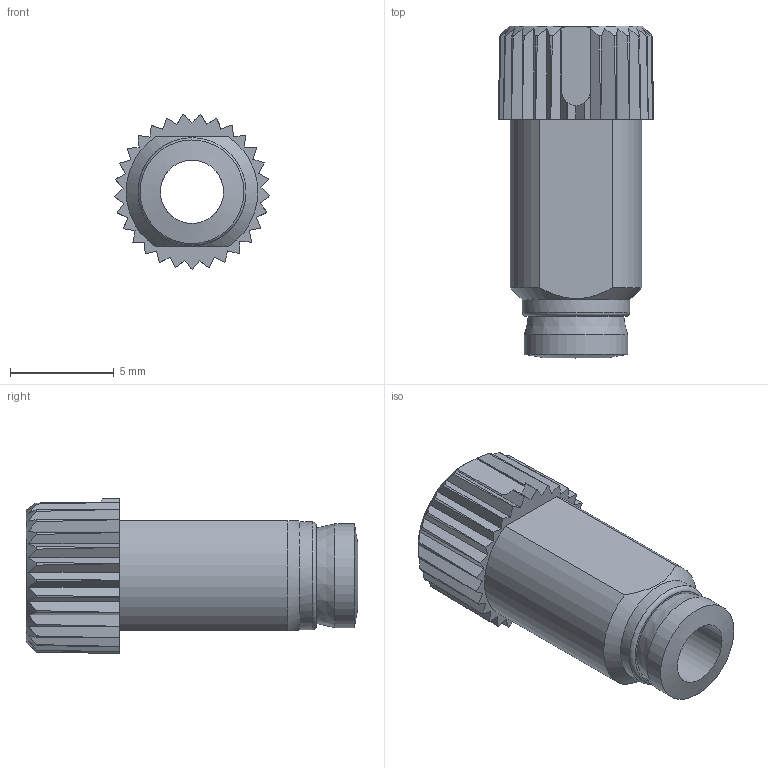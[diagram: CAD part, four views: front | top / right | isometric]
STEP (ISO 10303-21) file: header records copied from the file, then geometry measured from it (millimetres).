
FILE_DESCRIPTION(/* description */ ('STEP AP214'),/* implementation_level */ '2;1');
FILE_NAME(/* name */ '8104286_NLFA-D-U14-K3-PP-P10',/* time_stamp */ '2024-09-12T22:40:32+02:00',/* author */ ('License CC BY-ND 4.0'),/* organization */ ('CADENAS'),/* preprocessor_version */ 'ST-DEVELOPER v19.3',/* originating_system */ 'PARTsolutions',/* authorisation */ ' ');
FILE_SCHEMA (('AUTOMOTIVE_DESIGN {1 0 10303 214 3 1 1}'));
Length unit declared in the file: millimetre
Products named in the file (1): 8104286 NLFA-D-U14-K3-PP-P10---(high)
Bounding box: 7.49 x 16 x 7.48 mm (x, y, z)
Volume: 329.9 mm3; surface area: 615.1 mm2
Topology: 1 solids, 1 shells, 149 faces, 428 edges, 283 vertices
Faces by surface type: plane 81, cone 38, cylinder 21, torus 9
Full cylindrical faces by diameter (mm): 3.05 x1, 4.7 x1, 5 x1, 5.2 x1
Entity records: 6055 total; most frequent: CARTESIAN_POINT 1444, ORIENTED_EDGE 834, DIRECTION 597, EDGE_CURVE 417, VERTEX_POINT 281, AXIS2_PLACEMENT_3D 226, B_SPLINE_CURVE_WITH_KNOTS 196, EDGE_LOOP 162
